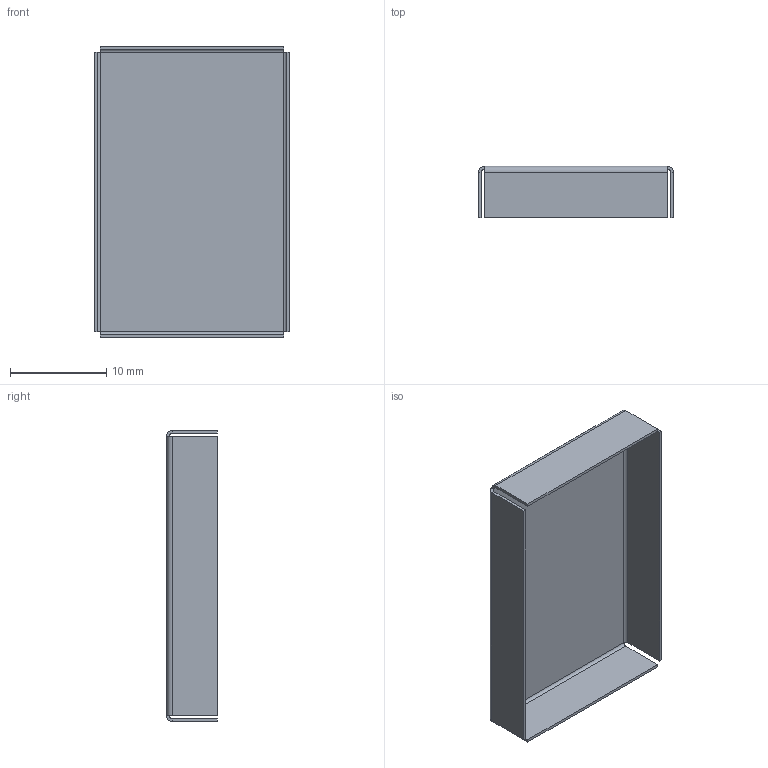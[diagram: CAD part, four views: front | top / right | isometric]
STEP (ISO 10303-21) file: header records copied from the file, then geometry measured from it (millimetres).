
FILE_DESCRIPTION((''),'2;1');
FILE_NAME('S01-30200500','2014-10-30T',('SBENNETT'),(''),'CREO PARAMETRIC BY PTC INC, 2014350','CREO PARAMETRIC BY PTC INC, 2014350','');
FILE_SCHEMA(('CONFIG_CONTROL_DESIGN'));
Length unit declared in the file: millimetre
Products named in the file (1): S01-30200500
Bounding box: 20.3 x 5.3 x 30.3 mm (x, y, z)
Volume: 321.6 mm3; surface area: 2209.5 mm2
Topology: 1 solids, 1 shells, 608 faces, 1702 edges, 1124 vertices
Faces by surface type: plane 583, cylinder 25
Entity records: 19178 total; most frequent: CARTESIAN_POINT 3434, ORIENTED_EDGE 3404, DIRECTION 2968, EDGE_CURVE 1702, VECTOR 1652, LINE 1652, VERTEX_POINT 1124, AXIS2_PLACEMENT_3D 658
